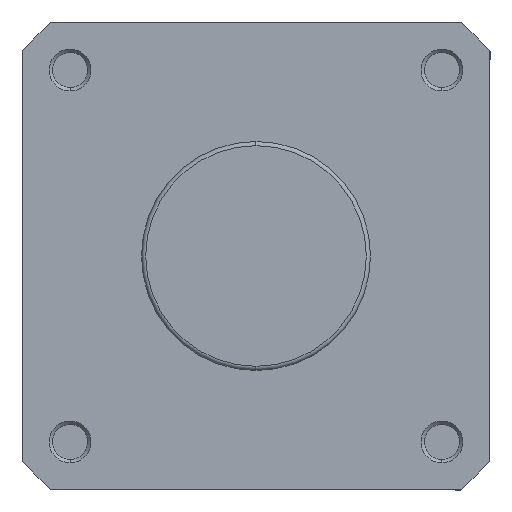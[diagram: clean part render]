
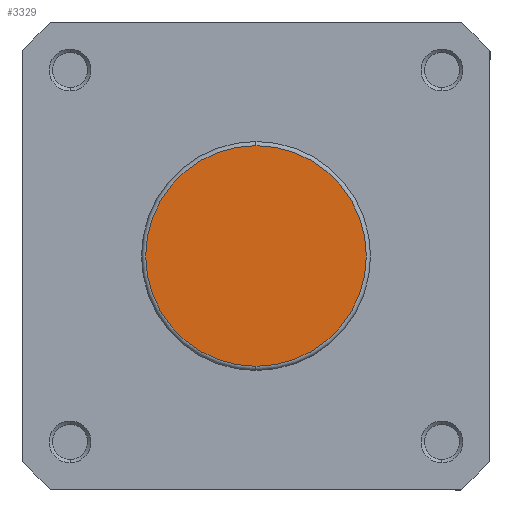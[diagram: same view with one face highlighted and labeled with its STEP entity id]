
A CAD part, left-side view. The second image highlights one B-rep face of the part: STEP entity #3329.
In plain terms, the highlighted planar face has unit normal (-1, 0, 0).
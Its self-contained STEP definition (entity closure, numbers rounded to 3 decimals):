
#262 = EDGE_LOOP ( 'NONE', ( #5024, #5048 ) ) ;
#423 = EDGE_CURVE ( 'NONE', #4905, #4903, #3720, .T. ) ;
#542 = EDGE_CURVE ( 'NONE', #4903, #4905, #3891, .T. ) ;
#785 = AXIS2_PLACEMENT_3D ( 'NONE', #1409, #1410, #1411 ) ;
#856 = AXIS2_PLACEMENT_3D ( 'NONE', #1711, #1718, #1719 ) ;
#998 = AXIS2_PLACEMENT_3D ( 'NONE', #2415, #2437, #2438 ) ;
#1409 = CARTESIAN_POINT ( 'NONE',  ( 0., 0., 0. ) ) ;
#1410 = DIRECTION ( 'NONE',  ( -1., 0., 0. ) ) ;
#1411 = DIRECTION ( 'NONE',  ( 0., 0., -1. ) ) ;
#1711 = CARTESIAN_POINT ( 'NONE',  ( 0., 0., 0. ) ) ;
#1718 = DIRECTION ( 'NONE',  ( -1., 0., 0. ) ) ;
#1719 = DIRECTION ( 'NONE',  ( 0., 0., -1. ) ) ;
#2415 = CARTESIAN_POINT ( 'NONE',  ( 0., 27.4, 0. ) ) ;
#2424 = PLANE ( 'NONE',  #998 ) ;
#2437 = DIRECTION ( 'NONE',  ( 1., 0., 0. ) ) ;
#2438 = DIRECTION ( 'NONE',  ( 0., 0., -1. ) ) ;
#3132 = CARTESIAN_POINT ( 'NONE',  ( 0., 0., 26.4 ) ) ;
#3134 = CARTESIAN_POINT ( 'NONE',  ( 0., 0., -26.4 ) ) ;
#3329 = ADVANCED_FACE ( 'NONE', ( #4275 ), #2424, .F. ) ;
#3720 = CIRCLE ( 'NONE', #785, 26.4 ) ;
#3891 = CIRCLE ( 'NONE', #856, 26.4 ) ;
#4275 = FACE_OUTER_BOUND ( 'NONE', #262, .T. ) ;
#4903 = VERTEX_POINT ( 'NONE', #3132 ) ;
#4905 = VERTEX_POINT ( 'NONE', #3134 ) ;
#5024 = ORIENTED_EDGE ( 'NONE', *, *, #423, .T. ) ;
#5048 = ORIENTED_EDGE ( 'NONE', *, *, #542, .T. ) ;
